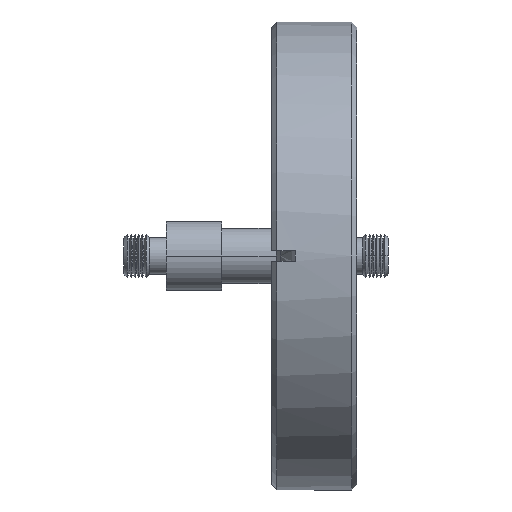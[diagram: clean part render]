
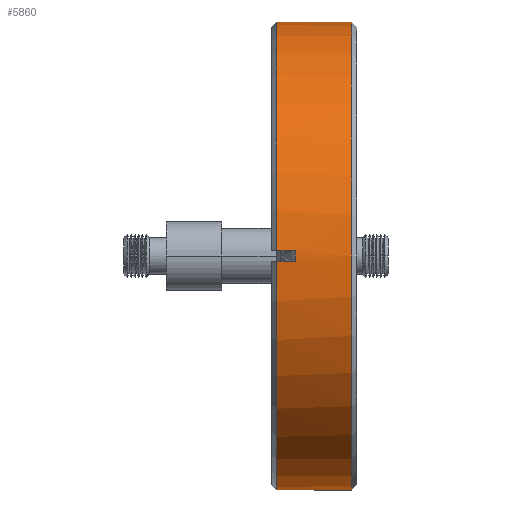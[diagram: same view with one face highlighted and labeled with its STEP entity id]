
A CAD part, left-side view. The second image highlights one B-rep face of the part: STEP entity #5860.
In plain terms, the highlighted cylindrical face has radius 34.925 mm (diameter 69.85 mm), a partial arc.
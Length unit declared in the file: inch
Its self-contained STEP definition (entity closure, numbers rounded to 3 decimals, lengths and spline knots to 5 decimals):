
#125 = B_SPLINE_CURVE_WITH_KNOTS ( 'NONE', 3,
 ( #172, #183, #170, #169 ),
 .UNSPECIFIED., .F., .F.,
 ( 4, 4 ),
 ( 0.11473, 0.1163 ),
 .UNSPECIFIED. ) ;
#130 = VECTOR ( 'NONE', #647, 39.37008 ) ;
#142 = VECTOR ( 'NONE', #641, 39.37008 ) ;
#169 = CARTESIAN_POINT ( 'NONE',  ( -1.37465, -0.08748, 0.031 ) ) ;
#170 = CARTESIAN_POINT ( 'NONE',  ( -1.37512, -0.08752, 0.01032 ) ) ;
#172 = CARTESIAN_POINT ( 'NONE',  ( -1.37465, -0.08748, -0.031 ) ) ;
#183 = CARTESIAN_POINT ( 'NONE',  ( -1.37512, -0.08752, -0.01035 ) ) ;
#313 = AXIS2_PLACEMENT_3D ( 'NONE', #3955, #3960, #3953 ) ;
#639 = LINE ( 'NONE', #640, #142 ) ;
#640 = CARTESIAN_POINT ( 'NONE',  ( 0., 0., -1.375 ) ) ;
#641 = DIRECTION ( 'NONE',  ( 0., 1., 0. ) ) ;
#645 = LINE ( 'NONE', #646, #130 ) ;
#646 = CARTESIAN_POINT ( 'NONE',  ( 0., 0., 1.375 ) ) ;
#647 = DIRECTION ( 'NONE',  ( 0., 1., 0. ) ) ;
#1261 = VERTEX_POINT ( 'NONE', #3354 ) ;
#1281 = VERTEX_POINT ( 'NONE', #3334 ) ;
#1320 = VERTEX_POINT ( 'NONE', #1606 ) ;
#1348 = VERTEX_POINT ( 'NONE', #1578 ) ;
#1367 = VERTEX_POINT ( 'NONE', #1559 ) ;
#1482 = CARTESIAN_POINT ( 'NONE',  ( 0., 0.021, -1.375 ) ) ;
#1506 = CARTESIAN_POINT ( 'NONE',  ( 0., -0.419, -1.375 ) ) ;
#1530 = CARTESIAN_POINT ( 'NONE',  ( 0., -0.419, 1.375 ) ) ;
#1559 = CARTESIAN_POINT ( 'NONE',  ( -1.37465, 0.021, 0.031 ) ) ;
#1578 = CARTESIAN_POINT ( 'NONE',  ( 0., 0.021, 1.375 ) ) ;
#1606 = CARTESIAN_POINT ( 'NONE',  ( -1.37465, 0.021, -0.031 ) ) ;
#1735 = VERTEX_POINT ( 'NONE', #1530 ) ;
#1759 = VERTEX_POINT ( 'NONE', #1506 ) ;
#1783 = VERTEX_POINT ( 'NONE', #1482 ) ;
#1847 = ORIENTED_EDGE ( 'NONE', *, *, #6147, .F. ) ;
#1853 = ORIENTED_EDGE ( 'NONE', *, *, #6114, .T. ) ;
#1878 = ORIENTED_EDGE ( 'NONE', *, *, #6149, .T. ) ;
#1915 = ORIENTED_EDGE ( 'NONE', *, *, #6014, .F. ) ;
#1933 = ORIENTED_EDGE ( 'NONE', *, *, #5453, .F. ) ;
#1942 = ORIENTED_EDGE ( 'NONE', *, *, #6016, .F. ) ;
#2059 = ORIENTED_EDGE ( 'NONE', *, *, #6027, .T. ) ;
#2318 = CARTESIAN_POINT ( 'NONE',  ( 0., 0.021, 0. ) ) ;
#2319 = DIRECTION ( 'NONE',  ( 0., 1., 0. ) ) ;
#2320 = DIRECTION ( 'NONE',  ( 0., 0., 1. ) ) ;
#2321 = LINE ( 'NONE', #2325, #5893 ) ;
#2325 = CARTESIAN_POINT ( 'NONE',  ( -1.37465, 0., -0.031 ) ) ;
#2326 = DIRECTION ( 'NONE',  ( 0., -1., 0. ) ) ;
#2358 = LINE ( 'NONE', #2360, #5910 ) ;
#2360 = CARTESIAN_POINT ( 'NONE',  ( -1.37465, 0., 0.031 ) ) ;
#2361 = DIRECTION ( 'NONE',  ( 0., -1., 0. ) ) ;
#2619 = CARTESIAN_POINT ( 'NONE',  ( 0., -0.419, 0. ) ) ;
#2620 = DIRECTION ( 'NONE',  ( 0., 1., 0. ) ) ;
#2621 = DIRECTION ( 'NONE',  ( 0., 0., 1. ) ) ;
#3208 = DIRECTION ( 'NONE',  ( 0., 0., 1. ) ) ;
#3209 = DIRECTION ( 'NONE',  ( 0., 1., 0. ) ) ;
#3210 = CARTESIAN_POINT ( 'NONE',  ( 0., 0.021, 0. ) ) ;
#3334 = CARTESIAN_POINT ( 'NONE',  ( -1.37465, -0.08748, 0.031 ) ) ;
#3354 = CARTESIAN_POINT ( 'NONE',  ( -1.37465, -0.08748, -0.031 ) ) ;
#3953 = DIRECTION ( 'NONE',  ( 0., 0., 1. ) ) ;
#3954 = CYLINDRICAL_SURFACE ( 'NONE', #313, 1.375 ) ;
#3955 = CARTESIAN_POINT ( 'NONE',  ( 0., 0., 0. ) ) ;
#3956 = FACE_OUTER_BOUND ( 'NONE', #4968, .T. ) ;
#3960 = DIRECTION ( 'NONE',  ( 0., 1., 0. ) ) ;
#4479 = ORIENTED_EDGE ( 'NONE', *, *, #5655, .F. ) ;
#4968 = EDGE_LOOP ( 'NONE', ( #1847, #1853, #1878, #1915, #2059, #1933, #1942, #4479 ) ) ;
#5187 = AXIS2_PLACEMENT_3D ( 'NONE', #2619, #2620, #2621 ) ;
#5190 = CIRCLE ( 'NONE', #5187, 1.375 ) ;
#5350 = AXIS2_PLACEMENT_3D ( 'NONE', #3210, #3209, #3208 ) ;
#5356 = CIRCLE ( 'NONE', #5350, 1.375 ) ;
#5453 = EDGE_CURVE ( 'NONE', #1261, #1281, #125, .T. ) ;
#5655 = EDGE_CURVE ( 'NONE', #1783, #1320, #5356, .T. ) ;
#5860 = ADVANCED_FACE ( 'NONE', ( #3956 ), #3954, .T. ) ;
#5893 = VECTOR ( 'NONE', #2326, 39.37008 ) ;
#5895 = CIRCLE ( 'NONE', #5896, 1.375 ) ;
#5896 = AXIS2_PLACEMENT_3D ( 'NONE', #2318, #2319, #2320 ) ;
#5910 = VECTOR ( 'NONE', #2361, 39.37008 ) ;
#6014 = EDGE_CURVE ( 'NONE', #1367, #1348, #5895, .T. ) ;
#6016 = EDGE_CURVE ( 'NONE', #1320, #1261, #2321, .T. ) ;
#6027 = EDGE_CURVE ( 'NONE', #1367, #1281, #2358, .T. ) ;
#6114 = EDGE_CURVE ( 'NONE', #1759, #1735, #5190, .T. ) ;
#6147 = EDGE_CURVE ( 'NONE', #1759, #1783, #639, .T. ) ;
#6149 = EDGE_CURVE ( 'NONE', #1735, #1348, #645, .T. ) ;
